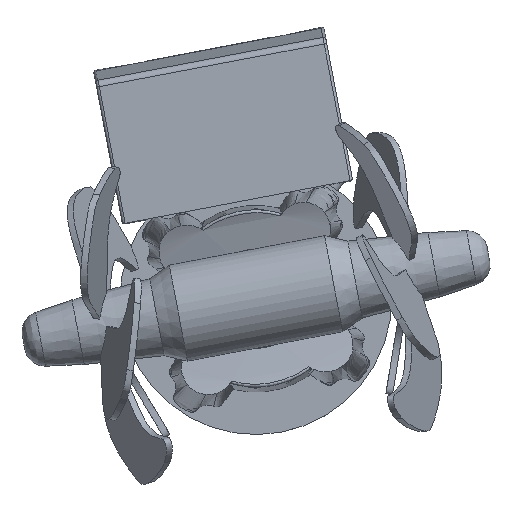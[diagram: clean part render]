
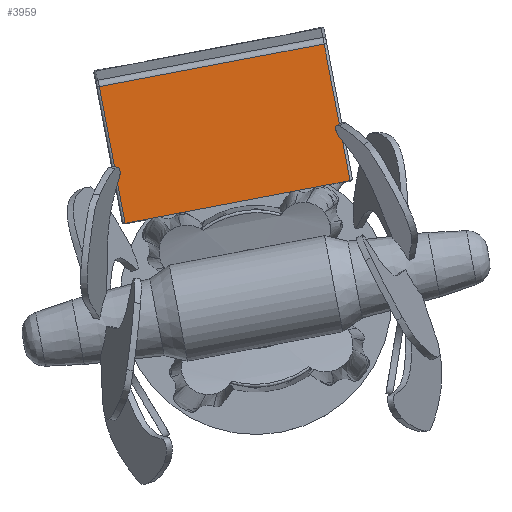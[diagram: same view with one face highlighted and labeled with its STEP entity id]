
A CAD part, top view. The second image highlights one B-rep face of the part: STEP entity #3959.
In plain terms, the highlighted planar face has unit normal (0, 0, 1).
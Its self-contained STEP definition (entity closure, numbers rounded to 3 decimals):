
#187=PLANE('',#4256);
#319=FACE_OUTER_BOUND('',#569,.T.);
#569=EDGE_LOOP('',(#2620,#2621,#2622,#2623));
#1030=LINE('',#5492,#1174);
#1046=LINE('',#5581,#1190);
#1052=LINE('',#5616,#1196);
#1053=LINE('',#5638,#1197);
#1174=VECTOR('',#4580,171.);
#1190=VECTOR('',#4676,103.905);
#1196=VECTOR('',#4700,103.905);
#1197=VECTOR('',#4743,171.);
#1529=VERTEX_POINT('',#5489);
#1530=VERTEX_POINT('',#5491);
#1563=VERTEX_POINT('',#5577);
#1569=VERTEX_POINT('',#5615);
#1910=EDGE_CURVE('',#1529,#1530,#1030,.T.);
#1955=EDGE_CURVE('',#1563,#1529,#1046,.T.);
#1966=EDGE_CURVE('',#1530,#1569,#1052,.T.);
#1978=EDGE_CURVE('',#1563,#1569,#1053,.T.);
#2620=ORIENTED_EDGE('',*,*,#1955,.F.);
#2621=ORIENTED_EDGE('',*,*,#1978,.T.);
#2622=ORIENTED_EDGE('',*,*,#1966,.F.);
#2623=ORIENTED_EDGE('',*,*,#1910,.F.);
#3959=ADVANCED_FACE('',(#319),#187,.T.);
#4256=AXIS2_PLACEMENT_3D('',#5639,#4744,#4745);
#4580=DIRECTION('',(-0.982,-0.186,0.));
#4676=DIRECTION('',(0.186,-0.982,0.));
#4700=DIRECTION('',(-0.186,0.982,0.));
#4743=DIRECTION('',(-0.982,-0.186,0.));
#4744=DIRECTION('center_axis',(0.,0.,
1.));
#4745=DIRECTION('ref_axis',(0.186,-0.982,0.));
#5489=CARTESIAN_POINT('',(1237.971,691.852,854.61));
#5491=CARTESIAN_POINT('',(1069.965,659.992,854.61));
#5492=CARTESIAN_POINT('',(1153.968,675.922,854.61));
#5577=CARTESIAN_POINT('',(1218.611,793.938,854.61));
#5581=CARTESIAN_POINT('',(1223.958,765.745,854.61));
#5615=CARTESIAN_POINT('',(1050.606,762.077,854.61));
#5616=CARTESIAN_POINT('',(1055.952,733.884,854.61));
#5638=CARTESIAN_POINT('',(1134.608,778.008,854.61));
#5639=CARTESIAN_POINT('Origin',(1134.608,778.008,854.61));
